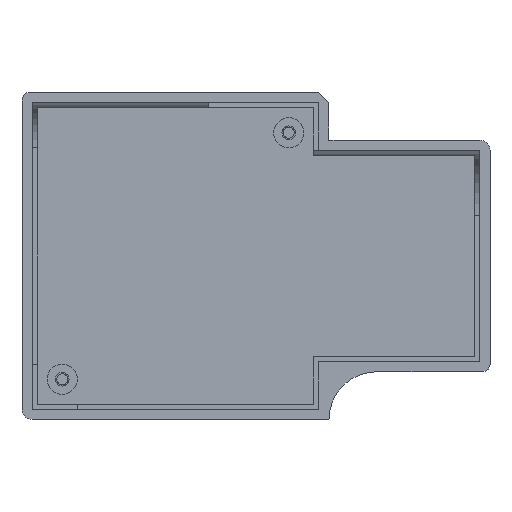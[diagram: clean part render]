
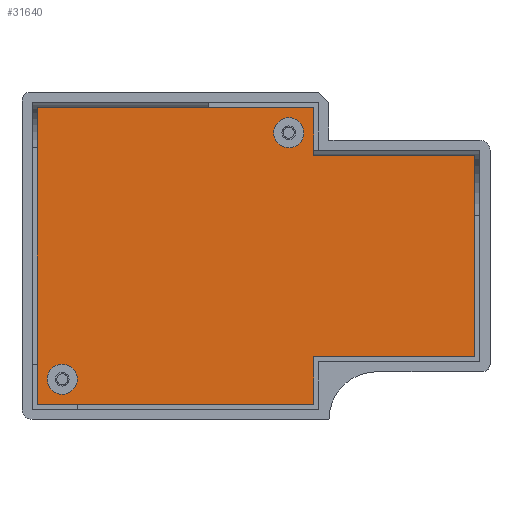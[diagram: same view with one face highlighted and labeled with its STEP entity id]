
A CAD part, front view. The second image highlights one B-rep face of the part: STEP entity #31640.
In plain terms, the highlighted planar face has unit normal (0, -1, 0).
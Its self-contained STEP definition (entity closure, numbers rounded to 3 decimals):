
#1262=FACE_BOUND('',#5532,.T.);
#1263=FACE_BOUND('',#5533,.T.);
#2009=CIRCLE('',#34221,3.);
#2012=CIRCLE('',#34226,3.);
#3647=FACE_OUTER_BOUND('',#5531,.T.);
#5531=EDGE_LOOP('',(#28349,#28350,#28351,#28352,#28353,#28354,#28355,#28356));
#5532=EDGE_LOOP('',(#28357));
#5533=EDGE_LOOP('',(#28358));
#9032=LINE('',#51730,#12592);
#9035=LINE('',#51736,#12595);
#9039=LINE('',#51743,#12599);
#9040=LINE('',#51746,#12600);
#9045=LINE('',#51755,#12605);
#9058=LINE('',#51798,#12618);
#9059=LINE('',#51799,#12619);
#9060=LINE('',#51800,#12620);
#12592=VECTOR('',#42443,10.);
#12595=VECTOR('',#42448,10.);
#12599=VECTOR('',#42454,10.);
#12600=VECTOR('',#42457,10.);
#12605=VECTOR('',#42464,10.);
#12618=VECTOR('',#42497,10.);
#12619=VECTOR('',#42498,10.);
#12620=VECTOR('',#42499,10.);
#15435=VERTEX_POINT('',#51706);
#15438=VERTEX_POINT('',#51715);
#15443=VERTEX_POINT('',#51727);
#15444=VERTEX_POINT('',#51729);
#15446=VERTEX_POINT('',#51735);
#15448=VERTEX_POINT('',#51741);
#15449=VERTEX_POINT('',#51745);
#15452=VERTEX_POINT('',#51753);
#15471=VERTEX_POINT('',#51796);
#15472=VERTEX_POINT('',#51797);
#19749=EDGE_CURVE('',#15435,#15435,#2009,.T.);
#19753=EDGE_CURVE('',#15438,#15438,#2012,.T.);
#19759=EDGE_CURVE('',#15444,#15443,#9032,.T.);
#19762=EDGE_CURVE('',#15446,#15444,#9035,.T.);
#19766=EDGE_CURVE('',#15443,#15448,#9039,.T.);
#19767=EDGE_CURVE('',#15449,#15446,#9040,.T.);
#19772=EDGE_CURVE('',#15448,#15452,#9045,.T.);
#19791=EDGE_CURVE('',#15471,#15472,#9058,.T.);
#19792=EDGE_CURVE('',#15472,#15449,#9059,.T.);
#19793=EDGE_CURVE('',#15452,#15471,#9060,.T.);
#28349=ORIENTED_EDGE('',*,*,#19791,.T.);
#28350=ORIENTED_EDGE('',*,*,#19792,.T.);
#28351=ORIENTED_EDGE('',*,*,#19767,.T.);
#28352=ORIENTED_EDGE('',*,*,#19762,.T.);
#28353=ORIENTED_EDGE('',*,*,#19759,.T.);
#28354=ORIENTED_EDGE('',*,*,#19766,.T.);
#28355=ORIENTED_EDGE('',*,*,#19772,.T.);
#28356=ORIENTED_EDGE('',*,*,#19793,.T.);
#28357=ORIENTED_EDGE('',*,*,#19749,.T.);
#28358=ORIENTED_EDGE('',*,*,#19753,.T.);
#30023=PLANE('',#34244);
#31640=ADVANCED_FACE('',(#3647,#1262,#1263),#30023,.T.);
#34221=AXIS2_PLACEMENT_3D('',#51707,#42419,#42420);
#34226=AXIS2_PLACEMENT_3D('',#51716,#42430,#42431);
#34244=AXIS2_PLACEMENT_3D('',#51795,#42495,#42496);
#42419=DIRECTION('center_axis',(0.,1.,0.));
#42420=DIRECTION('ref_axis',(1.,0.,0.));
#42430=DIRECTION('center_axis',(0.,1.,0.));
#42431=DIRECTION('ref_axis',(1.,0.,0.));
#42443=DIRECTION('',(0.,0.,1.));
#42448=DIRECTION('',(1.,0.,0.));
#42454=DIRECTION('',(-1.,0.,0.));
#42457=DIRECTION('',(0.,0.,1.));
#42464=DIRECTION('',(0.,0.,1.));
#42495=DIRECTION('center_axis',(0.,-1.,0.));
#42496=DIRECTION('ref_axis',(1.,0.,0.));
#42497=DIRECTION('',(0.,0.,-1.));
#42498=DIRECTION('',(1.,0.,0.));
#42499=DIRECTION('',(-1.,0.,0.));
#51706=CARTESIAN_POINT('',(-25.5,-7.,-24.5));
#51707=CARTESIAN_POINT('Origin',(-22.5,-7.,-24.5));
#51715=CARTESIAN_POINT('',(19.5,-7.,24.5));
#51716=CARTESIAN_POINT('Origin',(22.5,-7.,24.5));
#51727=CARTESIAN_POINT('',(59.5,-7.,20.));
#51729=CARTESIAN_POINT('',(59.5,-7.,-20.));
#51730=CARTESIAN_POINT('',(59.5,-7.,-20.));
#51735=CARTESIAN_POINT('',(27.5,-7.,-20.));
#51736=CARTESIAN_POINT('',(27.5,-7.,-20.));
#51741=CARTESIAN_POINT('',(27.5,-7.,20.));
#51743=CARTESIAN_POINT('',(59.5,-7.,20.));
#51745=CARTESIAN_POINT('',(27.5,-7.,-29.5));
#51746=CARTESIAN_POINT('',(27.5,-7.,-29.5));
#51753=CARTESIAN_POINT('',(27.5,-7.,29.5));
#51755=CARTESIAN_POINT('',(27.5,-7.,-29.5));
#51795=CARTESIAN_POINT('Origin',(0.,-7.,0.));
#51796=CARTESIAN_POINT('',(-27.5,-7.,29.5));
#51797=CARTESIAN_POINT('',(-27.5,-7.,-29.5));
#51798=CARTESIAN_POINT('',(-27.5,-7.,29.5));
#51799=CARTESIAN_POINT('',(-27.5,-7.,-29.5));
#51800=CARTESIAN_POINT('',(27.5,-7.,29.5));
